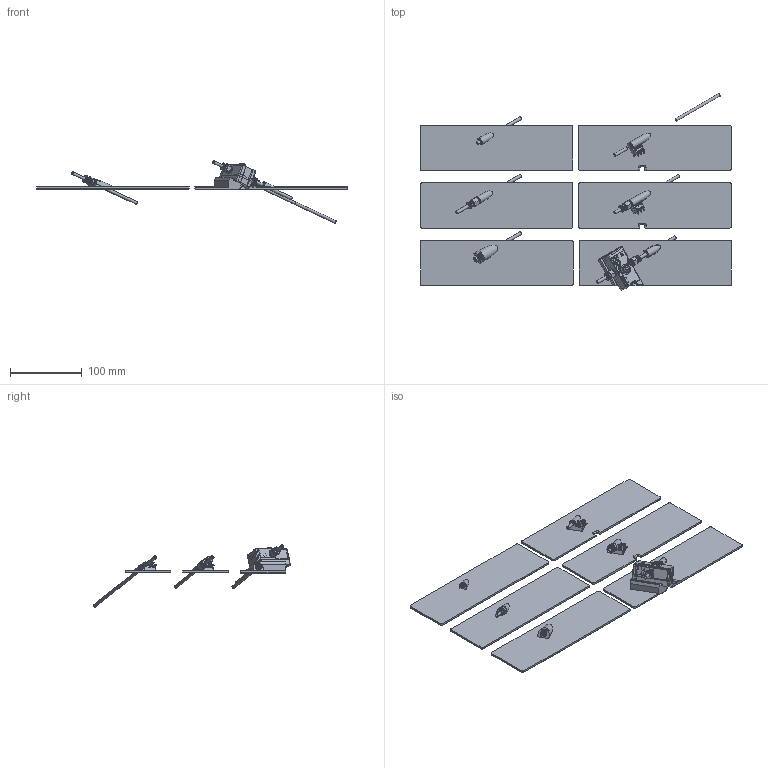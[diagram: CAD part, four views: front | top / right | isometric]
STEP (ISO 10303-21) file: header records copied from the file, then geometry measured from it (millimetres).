
FILE_DESCRIPTION(/* description */ (''),/* implementation_level */ '2;1');
FILE_NAME(/* name */ '(Unsaved).step',/* time_stamp */ '2023-12-28T15:01:13-05:00',/* author */ (''),/* organization */ (''),/* preprocessor_version */ 'ST-DEVELOPER v20',/* originating_system */ 'Autodesk Translation Framework v12.14.0.127',/* authorisation */ '');
FILE_SCHEMA (('AUTOMOTIVE_DESIGN { 1 0 10303 214 3 1 1 }'));
Products named in the file (48): (Unsaved); URBI; Reverse Bowden Tube (1) (1); URBIFS; Omron D2F-L; D2F_Hinge^D2F-L_Straight; D2F_Bottom^D2F-L_Straight; D2F_Pin^D2F-L_Straight; D2F_Button^D2F-L_Straight; D2F_Top^D2F-L_Straight; 6x3 Magnet; M2x10 Self Tapping Screw (1); M2x10 Self Tapping Screw (2); Reverse Bowden Tube (1) (1) (1) (1) (1); Reverse Bowden Tube (1) (1) (2) (1) (1); URBIFS-PC4; Omron D2F-L (1); D2F_Hinge^D2F-L_Straight (1); D2F_Bottom^D2F-L_Straight (1); D2F_Pin^D2F-L_Straight (1); D2F_Button^D2F-L_Straight (1); D2F_Top^D2F-L_Straight (1); 6x3 Magnet (1); M2x10 Self Tapping Screw; PC4-M6 (1) (1); Reverse Bowden Tube (1) (1) (1) (1); Reverse Bowden Tube (1) (1) (2) (1); URBI-PC4; PC4-M6 (1); Reverse Bowden Tube (1) (1) (1); Reverse Bowden Tube (1) (1) (2); URBI-ECAS4; Reverse Bowden Tube (1); ECAS; Grab Ring; Plunger; Collet Body; Rubber Seal; Seal Retainer; URBI-SFS2 ...
Assembly tree (54 placements, depth 4):
  (Unsaved)
    URBI
      Reverse Bowden Tube (1) (1)
    URBIFS
      Omron D2F-L
        D2F_Hinge^D2F-L_Straight
        D2F_Pin^D2F-L_Straight  x4
        D2F_Bottom^D2F-L_Straight
        D2F_Button^D2F-L_Straight
        D2F_Top^D2F-L_Straight
      6x3 Magnet
      M2x10 Self Tapping Screw (1)
      M2x10 Self Tapping Screw (2)
      Reverse Bowden Tube (1) (1) (1) (1) (1)
      Reverse Bowden Tube (1) (1) (2) (1) (1)
    URBIFS-PC4
      Omron D2F-L (1)
        D2F_Hinge^D2F-L_Straight (1)
        D2F_Pin^D2F-L_Straight (1)  x4
        D2F_Bottom^D2F-L_Straight (1)
        D2F_Button^D2F-L_Straight (1)
        D2F_Top^D2F-L_Straight (1)
      6x3 Magnet (1)
      M2x10 Self Tapping Screw  x2
      PC4-M6 (1) (1)
      Reverse Bowden Tube (1) (1) (1) (1)
      Reverse Bowden Tube (1) (1) (2) (1)
    URBI-PC4
      PC4-M6 (1)
      Reverse Bowden Tube (1) (1) (1)
      Reverse Bowden Tube (1) (1) (2)
    URBI-ECAS4
      Reverse Bowden Tube (1)
      ECAS
        Grab Ring
        Plunger
        Collet Body
        Rubber Seal
        Seal Retainer
    URBI-SFS2
      SFS2
        M6 Coupler
        M6 Coupler (1)
        92095A179_NO THREADS
        SFS2.0 (1)
      Tube1
      Tube2
      Upper_Rear_Bowden_Inlet
Bounding box: 432.35 x 273.71 x 86.86 mm (x, y, z)
Volume: 283249 mm3; surface area: 215748.1 mm2
Topology: 64 solids, 295 shells, 7520 faces, 19471 edges, 12512 vertices
Faces by surface type: plane 4604, cylinder 2150, bspline 359, cone 200, torus 114, sphere 93
Full cylindrical faces by diameter (mm): 0.605 x2, 1 x4, 1.123 x1, 1.28 x44, 1.6 x2, 1.7 x1, 1.75 x7, 1.8 x4, 2 x12, 2.183 x9, 2.2 x36, 2.7 x30, 2.9 x2, 3 x14, 3.241 x27, 3.75 x4, 3.8 x1, 4 x18, 4.112 x1, 4.2 x7, 4.4 x1, 4.6 x1, 4.7 x3, 4.735 x3, 4.744 x4, 4.917 x6, 5 x5, 5.035 x6, 5.1 x7, 5.4 x2
Entity records: 285079 total; most frequent: CARTESIAN_POINT 101330, ORIENTED_EDGE 38126, DIRECTION 36832, EDGE_CURVE 19063, LINE 12622, VECTOR 12622, VERTEX_POINT 12290, AXIS2_PLACEMENT_3D 12105
